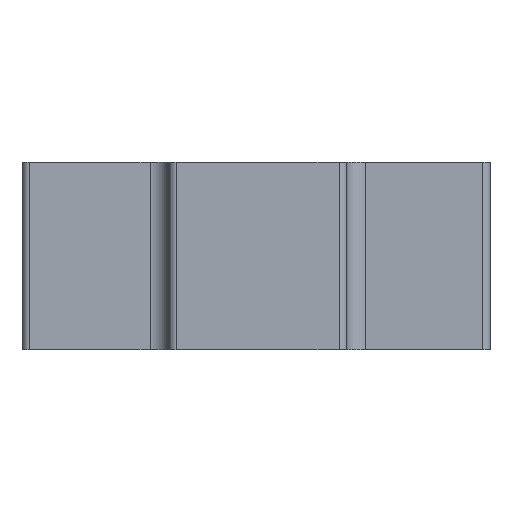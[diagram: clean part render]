
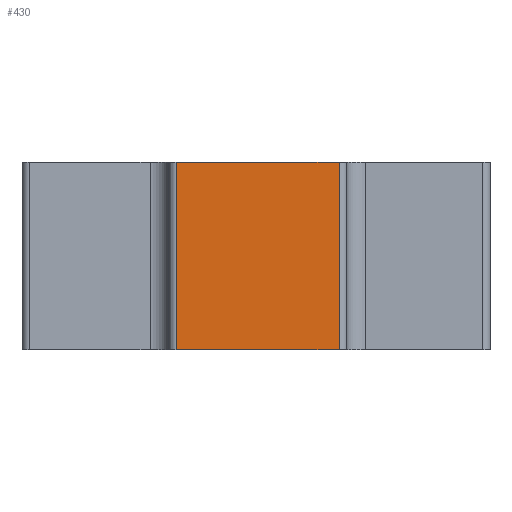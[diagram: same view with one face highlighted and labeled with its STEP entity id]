
A CAD part, front view. The second image highlights one B-rep face of the part: STEP entity #430.
In plain terms, the highlighted planar face has unit normal (0, -1, 0).
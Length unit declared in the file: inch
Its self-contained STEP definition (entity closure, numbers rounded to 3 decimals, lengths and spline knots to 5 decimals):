
#14 = EDGE_CURVE ( 'NONE', #1017, #975, #375, .T. ) ;
#61 = CARTESIAN_POINT ( 'NONE',  ( 0.62174, -1.274, 0.312 ) ) ;
#247 = CARTESIAN_POINT ( 'NONE',  ( 0.62174, -1.274, 0.312 ) ) ;
#253 = PLANE ( 'NONE',  #607 ) ;
#255 = CARTESIAN_POINT ( 'NONE',  ( 0.62174, -1.274, -0.188 ) ) ;
#297 = ORIENTED_EDGE ( 'NONE', *, *, #320, .T. ) ;
#320 = EDGE_CURVE ( 'NONE', #1777, #975, #480, .T. ) ;
#350 = VECTOR ( 'NONE', #476, 39.37008 ) ;
#375 = LINE ( 'NONE', #255, #636 ) ;
#430 = ADVANCED_FACE ( 'NONE', ( #956 ), #253, .T. ) ;
#462 = CARTESIAN_POINT ( 'NONE',  ( 0.60174, -1.274, -0.188 ) ) ;
#476 = DIRECTION ( 'NONE',  ( -1., 0., 0. ) ) ;
#480 = LINE ( 'NONE', #927, #1410 ) ;
#607 = AXIS2_PLACEMENT_3D ( 'NONE', #247, #1089, #654 ) ;
#624 = DIRECTION ( 'NONE',  ( 0., 0., 1. ) ) ;
#636 = VECTOR ( 'NONE', #821, 39.37008 ) ;
#654 = DIRECTION ( 'NONE',  ( 0., 0., -1. ) ) ;
#685 = EDGE_LOOP ( 'NONE', ( #1433, #297, #837, #950 ) ) ;
#772 = VERTEX_POINT ( 'NONE', #1347 ) ;
#821 = DIRECTION ( 'NONE',  ( -1., 0., 0. ) ) ;
#837 = ORIENTED_EDGE ( 'NONE', *, *, #14, .F. ) ;
#927 = CARTESIAN_POINT ( 'NONE',  ( 0.16674, -1.274, 0.312 ) ) ;
#936 = EDGE_CURVE ( 'NONE', #1017, #772, #1741, .T. ) ;
#950 = ORIENTED_EDGE ( 'NONE', *, *, #936, .T. ) ;
#956 = FACE_OUTER_BOUND ( 'NONE', #685, .T. ) ;
#975 = VERTEX_POINT ( 'NONE', #1606 ) ;
#1017 = VERTEX_POINT ( 'NONE', #462 ) ;
#1035 = CARTESIAN_POINT ( 'NONE',  ( 0.16674, -1.274, 0.312 ) ) ;
#1062 = DIRECTION ( 'NONE',  ( 0., 0., -1. ) ) ;
#1089 = DIRECTION ( 'NONE',  ( 0., -1., 0. ) ) ;
#1220 = LINE ( 'NONE', #61, #350 ) ;
#1347 = CARTESIAN_POINT ( 'NONE',  ( 0.60174, -1.274, 0.312 ) ) ;
#1410 = VECTOR ( 'NONE', #1062, 39.37008 ) ;
#1433 = ORIENTED_EDGE ( 'NONE', *, *, #1601, .T. ) ;
#1458 = CARTESIAN_POINT ( 'NONE',  ( 0.60174, -1.274, 0.312 ) ) ;
#1601 = EDGE_CURVE ( 'NONE', #772, #1777, #1220, .T. ) ;
#1606 = CARTESIAN_POINT ( 'NONE',  ( 0.16674, -1.274, -0.188 ) ) ;
#1612 = VECTOR ( 'NONE', #624, 39.37008 ) ;
#1741 = LINE ( 'NONE', #1458, #1612 ) ;
#1777 = VERTEX_POINT ( 'NONE', #1035 ) ;
